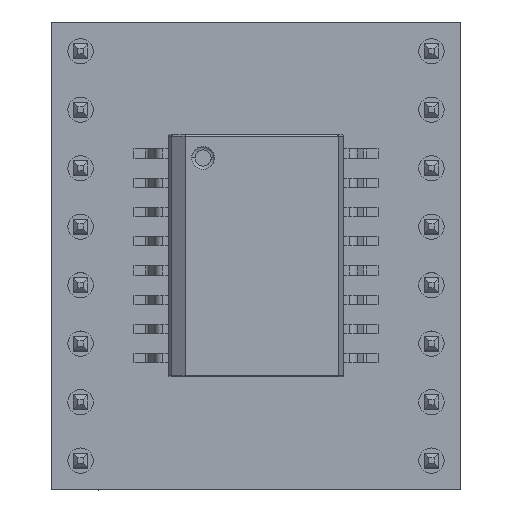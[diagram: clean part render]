
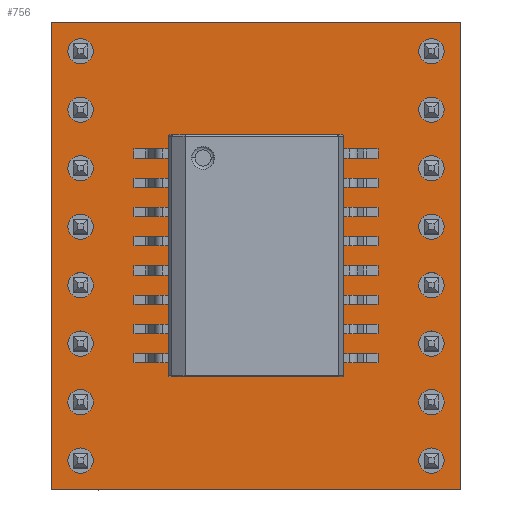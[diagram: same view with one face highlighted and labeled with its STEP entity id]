
A CAD part, top view. The second image highlights one B-rep face of the part: STEP entity #756.
In plain terms, the highlighted planar face has unit normal (0, 0, 1).
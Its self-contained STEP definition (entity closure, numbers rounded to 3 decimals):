
#51 = VERTEX_POINT('',#52);
#52 = CARTESIAN_POINT('',(0.,0.,0.));
#58 = EDGE_CURVE('',#51,#59,#61,.T.);
#59 = VERTEX_POINT('',#60);
#60 = CARTESIAN_POINT('',(0.,20.32,0.));
#61 = LINE('',#62,#63);
#62 = CARTESIAN_POINT('',(0.,0.,0.));
#63 = VECTOR('',#64,1.);
#64 = DIRECTION('',(0.,1.,0.));
#89 = EDGE_CURVE('',#59,#90,#92,.T.);
#90 = VERTEX_POINT('',#91);
#91 = CARTESIAN_POINT('',(17.78,20.32,0.));
#92 = LINE('',#93,#94);
#93 = CARTESIAN_POINT('',(0.,20.32,0.));
#94 = VECTOR('',#95,1.);
#95 = DIRECTION('',(1.,0.,0.));
#120 = EDGE_CURVE('',#90,#121,#123,.T.);
#121 = VERTEX_POINT('',#122);
#122 = CARTESIAN_POINT('',(17.78,0.,0.));
#123 = LINE('',#124,#125);
#124 = CARTESIAN_POINT('',(17.78,20.32,0.));
#125 = VECTOR('',#126,1.);
#126 = DIRECTION('',(0.,-1.,0.));
#151 = EDGE_CURVE('',#121,#51,#152,.T.);
#152 = LINE('',#153,#154);
#153 = CARTESIAN_POINT('',(17.78,0.,0.));
#154 = VECTOR('',#155,1.);
#155 = DIRECTION('',(-1.,0.,0.));
#175 = VERTEX_POINT('',#176);
#176 = CARTESIAN_POINT('',(1.82,6.35,0.));
#182 = EDGE_CURVE('',#175,#175,#183,.T.);
#183 = CIRCLE('',#184,0.55);
#184 = AXIS2_PLACEMENT_3D('',#185,#186,#187);
#185 = CARTESIAN_POINT('',(1.27,6.35,0.));
#186 = DIRECTION('',(0.,0.,1.));
#187 = DIRECTION('',(1.,0.,0.));
#208 = VERTEX_POINT('',#209);
#209 = CARTESIAN_POINT('',(1.82,8.89,0.));
#215 = EDGE_CURVE('',#208,#208,#216,.T.);
#216 = CIRCLE('',#217,0.55);
#217 = AXIS2_PLACEMENT_3D('',#218,#219,#220);
#218 = CARTESIAN_POINT('',(1.27,8.89,0.));
#219 = DIRECTION('',(0.,0.,1.));
#220 = DIRECTION('',(1.,0.,0.));
#241 = VERTEX_POINT('',#242);
#242 = CARTESIAN_POINT('',(1.82,1.27,0.));
#248 = EDGE_CURVE('',#241,#241,#249,.T.);
#249 = CIRCLE('',#250,0.55);
#250 = AXIS2_PLACEMENT_3D('',#251,#252,#253);
#251 = CARTESIAN_POINT('',(1.27,1.27,0.));
#252 = DIRECTION('',(0.,0.,1.));
#253 = DIRECTION('',(1.,0.,0.));
#274 = VERTEX_POINT('',#275);
#275 = CARTESIAN_POINT('',(1.82,3.81,0.));
#281 = EDGE_CURVE('',#274,#274,#282,.T.);
#282 = CIRCLE('',#283,0.55);
#283 = AXIS2_PLACEMENT_3D('',#284,#285,#286);
#284 = CARTESIAN_POINT('',(1.27,3.81,0.));
#285 = DIRECTION('',(0.,0.,1.));
#286 = DIRECTION('',(1.,0.,0.));
#307 = VERTEX_POINT('',#308);
#308 = CARTESIAN_POINT('',(1.82,16.51,0.));
#314 = EDGE_CURVE('',#307,#307,#315,.T.);
#315 = CIRCLE('',#316,0.55);
#316 = AXIS2_PLACEMENT_3D('',#317,#318,#319);
#317 = CARTESIAN_POINT('',(1.27,16.51,0.));
#318 = DIRECTION('',(0.,0.,1.));
#319 = DIRECTION('',(1.,0.,0.));
#340 = VERTEX_POINT('',#341);
#341 = CARTESIAN_POINT('',(1.82,19.05,0.));
#347 = EDGE_CURVE('',#340,#340,#348,.T.);
#348 = CIRCLE('',#349,0.55);
#349 = AXIS2_PLACEMENT_3D('',#350,#351,#352);
#350 = CARTESIAN_POINT('',(1.27,19.05,0.));
#351 = DIRECTION('',(0.,0.,1.));
#352 = DIRECTION('',(1.,0.,0.));
#373 = VERTEX_POINT('',#374);
#374 = CARTESIAN_POINT('',(1.82,11.43,0.));
#380 = EDGE_CURVE('',#373,#373,#381,.T.);
#381 = CIRCLE('',#382,0.55);
#382 = AXIS2_PLACEMENT_3D('',#383,#384,#385);
#383 = CARTESIAN_POINT('',(1.27,11.43,0.));
#384 = DIRECTION('',(0.,0.,1.));
#385 = DIRECTION('',(1.,0.,0.));
#406 = VERTEX_POINT('',#407);
#407 = CARTESIAN_POINT('',(1.82,13.97,0.));
#413 = EDGE_CURVE('',#406,#406,#414,.T.);
#414 = CIRCLE('',#415,0.55);
#415 = AXIS2_PLACEMENT_3D('',#416,#417,#418);
#416 = CARTESIAN_POINT('',(1.27,13.97,0.));
#417 = DIRECTION('',(0.,0.,1.));
#418 = DIRECTION('',(1.,0.,0.));
#439 = VERTEX_POINT('',#440);
#440 = CARTESIAN_POINT('',(17.06,6.35,0.));
#446 = EDGE_CURVE('',#439,#439,#447,.T.);
#447 = CIRCLE('',#448,0.55);
#448 = AXIS2_PLACEMENT_3D('',#449,#450,#451);
#449 = CARTESIAN_POINT('',(16.51,6.35,0.));
#450 = DIRECTION('',(0.,0.,1.));
#451 = DIRECTION('',(1.,0.,0.));
#472 = VERTEX_POINT('',#473);
#473 = CARTESIAN_POINT('',(17.06,8.89,0.));
#479 = EDGE_CURVE('',#472,#472,#480,.T.);
#480 = CIRCLE('',#481,0.55);
#481 = AXIS2_PLACEMENT_3D('',#482,#483,#484);
#482 = CARTESIAN_POINT('',(16.51,8.89,0.));
#483 = DIRECTION('',(0.,0.,1.));
#484 = DIRECTION('',(1.,0.,0.));
#505 = VERTEX_POINT('',#506);
#506 = CARTESIAN_POINT('',(17.06,1.27,0.));
#512 = EDGE_CURVE('',#505,#505,#513,.T.);
#513 = CIRCLE('',#514,0.55);
#514 = AXIS2_PLACEMENT_3D('',#515,#516,#517);
#515 = CARTESIAN_POINT('',(16.51,1.27,0.));
#516 = DIRECTION('',(0.,0.,1.));
#517 = DIRECTION('',(1.,0.,0.));
#538 = VERTEX_POINT('',#539);
#539 = CARTESIAN_POINT('',(17.06,3.81,0.));
#545 = EDGE_CURVE('',#538,#538,#546,.T.);
#546 = CIRCLE('',#547,0.55);
#547 = AXIS2_PLACEMENT_3D('',#548,#549,#550);
#548 = CARTESIAN_POINT('',(16.51,3.81,0.));
#549 = DIRECTION('',(0.,0.,1.));
#550 = DIRECTION('',(1.,0.,0.));
#571 = VERTEX_POINT('',#572);
#572 = CARTESIAN_POINT('',(17.06,16.51,0.));
#578 = EDGE_CURVE('',#571,#571,#579,.T.);
#579 = CIRCLE('',#580,0.55);
#580 = AXIS2_PLACEMENT_3D('',#581,#582,#583);
#581 = CARTESIAN_POINT('',(16.51,16.51,0.));
#582 = DIRECTION('',(0.,0.,1.));
#583 = DIRECTION('',(1.,0.,0.));
#604 = VERTEX_POINT('',#605);
#605 = CARTESIAN_POINT('',(17.06,19.05,0.));
#611 = EDGE_CURVE('',#604,#604,#612,.T.);
#612 = CIRCLE('',#613,0.55);
#613 = AXIS2_PLACEMENT_3D('',#614,#615,#616);
#614 = CARTESIAN_POINT('',(16.51,19.05,0.));
#615 = DIRECTION('',(0.,0.,1.));
#616 = DIRECTION('',(1.,0.,0.));
#637 = VERTEX_POINT('',#638);
#638 = CARTESIAN_POINT('',(17.06,11.43,0.));
#644 = EDGE_CURVE('',#637,#637,#645,.T.);
#645 = CIRCLE('',#646,0.55);
#646 = AXIS2_PLACEMENT_3D('',#647,#648,#649);
#647 = CARTESIAN_POINT('',(16.51,11.43,0.));
#648 = DIRECTION('',(0.,0.,1.));
#649 = DIRECTION('',(1.,0.,0.));
#670 = VERTEX_POINT('',#671);
#671 = CARTESIAN_POINT('',(17.06,13.97,0.));
#677 = EDGE_CURVE('',#670,#670,#678,.T.);
#678 = CIRCLE('',#679,0.55);
#679 = AXIS2_PLACEMENT_3D('',#680,#681,#682);
#680 = CARTESIAN_POINT('',(16.51,13.97,0.));
#681 = DIRECTION('',(0.,0.,1.));
#682 = DIRECTION('',(1.,0.,0.));
#756 = ADVANCED_FACE('',(#757,#763,#766,#769,#772,#775,#778,#781,#784,
    #787,#790,#793,#796,#799,#802,#805,#808),#811,.T.);
#757 = FACE_BOUND('',#758,.F.);
#758 = EDGE_LOOP('',(#759,#760,#761,#762));
#759 = ORIENTED_EDGE('',*,*,#58,.T.);
#760 = ORIENTED_EDGE('',*,*,#89,.T.);
#761 = ORIENTED_EDGE('',*,*,#120,.T.);
#762 = ORIENTED_EDGE('',*,*,#151,.T.);
#763 = FACE_BOUND('',#764,.T.);
#764 = EDGE_LOOP('',(#765));
#765 = ORIENTED_EDGE('',*,*,#182,.F.);
#766 = FACE_BOUND('',#767,.T.);
#767 = EDGE_LOOP('',(#768));
#768 = ORIENTED_EDGE('',*,*,#215,.F.);
#769 = FACE_BOUND('',#770,.T.);
#770 = EDGE_LOOP('',(#771));
#771 = ORIENTED_EDGE('',*,*,#248,.F.);
#772 = FACE_BOUND('',#773,.T.);
#773 = EDGE_LOOP('',(#774));
#774 = ORIENTED_EDGE('',*,*,#281,.F.);
#775 = FACE_BOUND('',#776,.T.);
#776 = EDGE_LOOP('',(#777));
#777 = ORIENTED_EDGE('',*,*,#314,.F.);
#778 = FACE_BOUND('',#779,.T.);
#779 = EDGE_LOOP('',(#780));
#780 = ORIENTED_EDGE('',*,*,#347,.F.);
#781 = FACE_BOUND('',#782,.T.);
#782 = EDGE_LOOP('',(#783));
#783 = ORIENTED_EDGE('',*,*,#380,.F.);
#784 = FACE_BOUND('',#785,.T.);
#785 = EDGE_LOOP('',(#786));
#786 = ORIENTED_EDGE('',*,*,#413,.F.);
#787 = FACE_BOUND('',#788,.T.);
#788 = EDGE_LOOP('',(#789));
#789 = ORIENTED_EDGE('',*,*,#446,.F.);
#790 = FACE_BOUND('',#791,.T.);
#791 = EDGE_LOOP('',(#792));
#792 = ORIENTED_EDGE('',*,*,#479,.F.);
#793 = FACE_BOUND('',#794,.T.);
#794 = EDGE_LOOP('',(#795));
#795 = ORIENTED_EDGE('',*,*,#512,.F.);
#796 = FACE_BOUND('',#797,.T.);
#797 = EDGE_LOOP('',(#798));
#798 = ORIENTED_EDGE('',*,*,#545,.F.);
#799 = FACE_BOUND('',#800,.T.);
#800 = EDGE_LOOP('',(#801));
#801 = ORIENTED_EDGE('',*,*,#578,.F.);
#802 = FACE_BOUND('',#803,.T.);
#803 = EDGE_LOOP('',(#804));
#804 = ORIENTED_EDGE('',*,*,#611,.F.);
#805 = FACE_BOUND('',#806,.T.);
#806 = EDGE_LOOP('',(#807));
#807 = ORIENTED_EDGE('',*,*,#644,.F.);
#808 = FACE_BOUND('',#809,.T.);
#809 = EDGE_LOOP('',(#810));
#810 = ORIENTED_EDGE('',*,*,#677,.F.);
#811 = PLANE('',#812);
#812 = AXIS2_PLACEMENT_3D('',#813,#814,#815);
#813 = CARTESIAN_POINT('',(0.,0.,0.));
#814 = DIRECTION('',(0.,0.,1.));
#815 = DIRECTION('',(1.,0.,0.));
